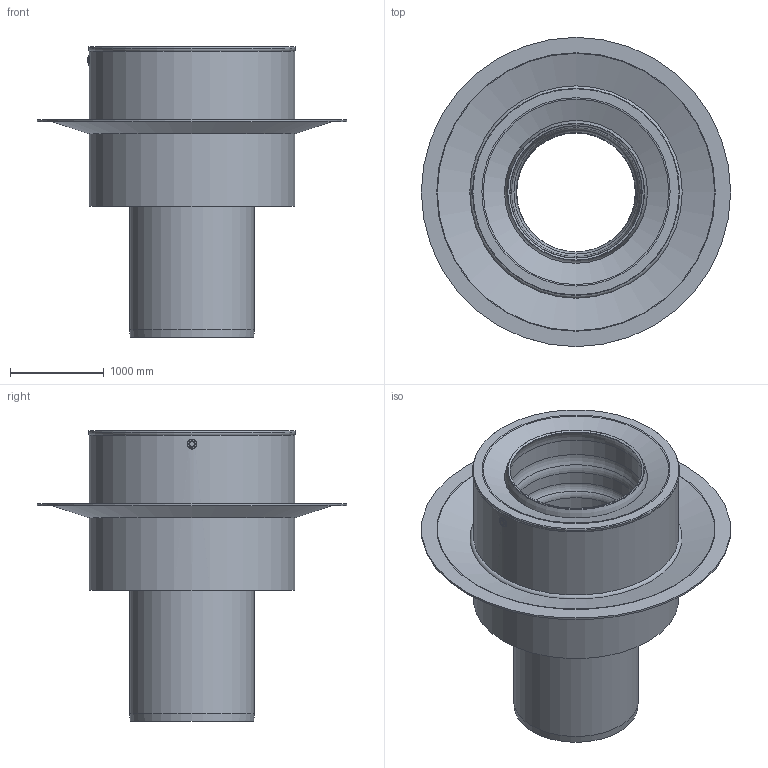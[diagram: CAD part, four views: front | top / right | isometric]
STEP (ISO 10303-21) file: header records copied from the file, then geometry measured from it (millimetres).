
FILE_DESCRIPTION(/* description */ (''),/* implementation_level */ '2;1');
FILE_NAME(/* name */ '19480.125X_3D.stp',/* time_stamp */ '2024-12-12T07:53:55+01:00',/* author */ ('CAD'),/* organization */ (''),/* preprocessor_version */ 'ST-DEVELOPER v20',/* originating_system */ 'AutoCAD Mechanical',/* authorisation */ '');
FILE_SCHEMA (('AUTOMOTIVE_DESIGN { 1 0 10303 214 3 1 1 }'));
Length unit declared in the file: centimetre
Products named in the file (2): Product; *S0
Assembly tree (1 placements, depth 2):
  Product
    *S0
Bounding box: 3300 x 3300 x 3100 mm (x, y, z)
Volume: 4165528861.4 mm3; surface area: 88800723.2 mm2
Topology: 9 solids, 9 shells, 80 faces, 185 edges, 120 vertices
Faces by surface type: torus 27, cylinder 24, cone 15, plane 14
Full cylindrical faces by diameter (mm): 60 x2, 67 x1, 1280 x1, 1330 x2, 1380 x1, 1430 x2, 1469.995 x1, 1519.995 x2, 1520 x1, 2132 x2, 2190 x3, 2200 x2, 3300 x1
Entity records: 2683 total; most frequent: CARTESIAN_POINT 638, DIRECTION 480, ORIENTED_EDGE 370, AXIS2_PLACEMENT_3D 222, EDGE_CURVE 185, CIRCLE 139, VERTEX_POINT 120, EDGE_LOOP 95
